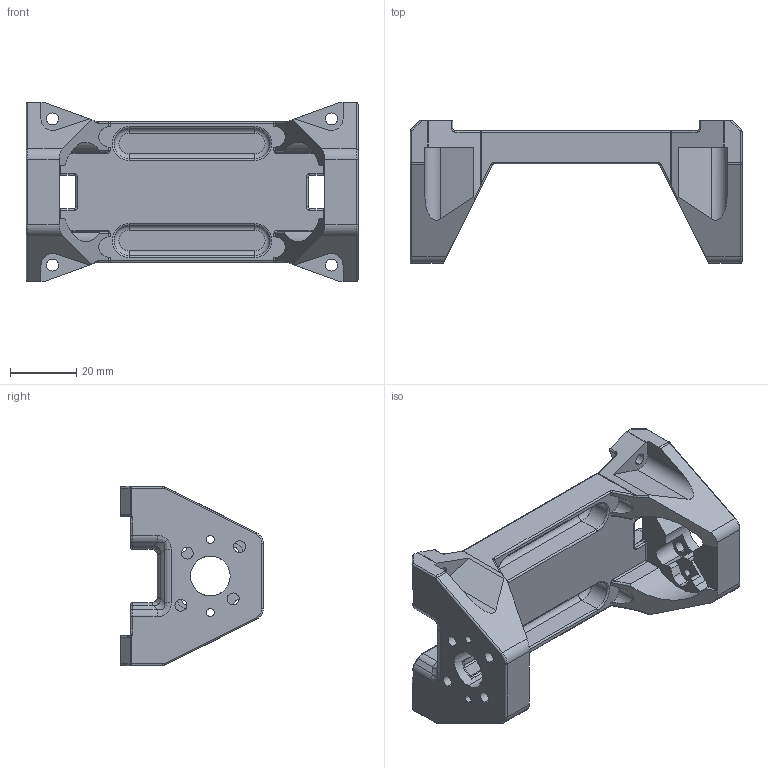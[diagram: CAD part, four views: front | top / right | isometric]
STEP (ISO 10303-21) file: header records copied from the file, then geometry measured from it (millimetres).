
FILE_DESCRIPTION (( 'STEP AP214' ), '1' );
FILE_NAME ('陬殤2808.ST', '2025-10-24T08:30:46', ( '' ), ( '' ), 'SwSTEP 2.0', 'SolidWorks 2024', '' );
FILE_SCHEMA (( 'AUTOMOTIVE_DESIGN' ));
Length unit declared in the file: millimetre
Products named in the file (1): 车架2808
Bounding box: 100 x 43 x 54 mm (x, y, z)
Volume: 41472.2 mm3; surface area: 25448.1 mm2
Topology: 1 solids, 1 shells, 563 faces, 1429 edges, 862 vertices
Faces by surface type: cylinder 293, plane 140, torus 92, bspline 30, sphere 8
Entity records: 17575 total; most frequent: CARTESIAN_POINT 3936, DIRECTION 3011, ORIENTED_EDGE 2842, EDGE_CURVE 1421, AXIS2_PLACEMENT_3D 1173, VERTEX_POINT 862, LINE 665, VECTOR 665
